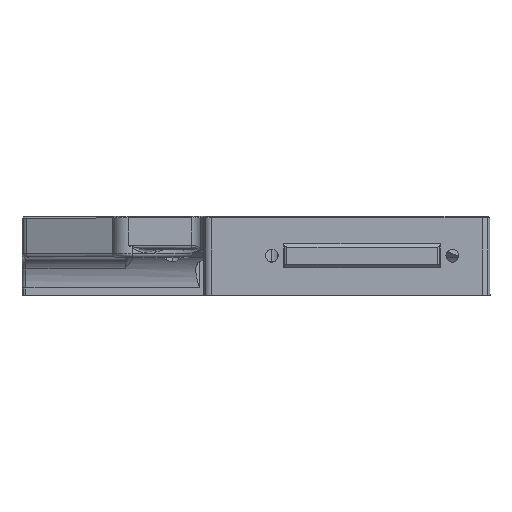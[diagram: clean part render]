
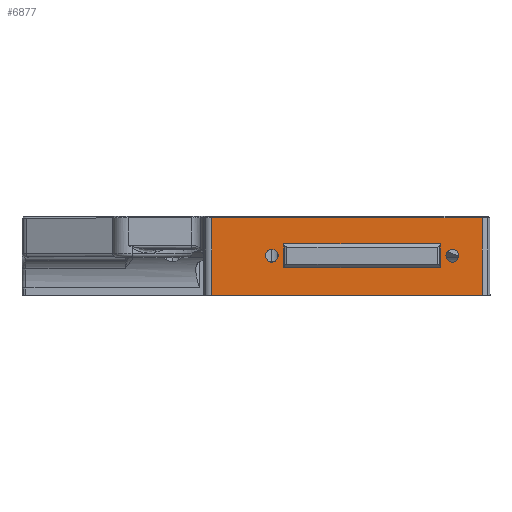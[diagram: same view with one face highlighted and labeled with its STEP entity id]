
A CAD part, top view. The second image highlights one B-rep face of the part: STEP entity #6877.
In plain terms, the highlighted planar face has unit normal (0, 0, 1).
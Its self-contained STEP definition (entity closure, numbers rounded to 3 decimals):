
#117 = DIRECTION ( 'NONE',  ( 0., -1., 0. ) ) ;
#174 = EDGE_LOOP ( 'NONE', ( #9144, #6721, #303, #7272 ) ) ;
#191 = CARTESIAN_POINT ( 'NONE',  ( 28.399, -28., -58.096 ) ) ;
#301 = EDGE_CURVE ( 'NONE', #11943, #6375, #6451, .T. ) ;
#303 = ORIENTED_EDGE ( 'NONE', *, *, #301, .F. ) ;
#417 = CARTESIAN_POINT ( 'NONE',  ( 75.499, -28., -58.096 ) ) ;
#607 = CARTESIAN_POINT ( 'NONE',  ( 82.999, -38., -58.096 ) ) ;
#629 = EDGE_CURVE ( 'NONE', #12560, #9849, #3282, .T. ) ;
#779 = LINE ( 'NONE', #3036, #5737 ) ;
#784 = DIRECTION ( 'NONE',  ( 0., 0., -1. ) ) ;
#846 = AXIS2_PLACEMENT_3D ( 'NONE', #417, #2406, #10846 ) ;
#900 = ORIENTED_EDGE ( 'NONE', *, *, #8323, .T. ) ;
#1146 = VERTEX_POINT ( 'NONE', #13045 ) ;
#1179 = DIRECTION ( 'NONE',  ( -1., 0., 0. ) ) ;
#1364 = VECTOR ( 'NONE', #7156, 1000. ) ;
#1523 = CIRCLE ( 'NONE', #7422, 1.6 ) ;
#2151 = EDGE_CURVE ( 'NONE', #8822, #11943, #9829, .T. ) ;
#2180 = VECTOR ( 'NONE', #7806, 1000. ) ;
#2406 = DIRECTION ( 'NONE',  ( 0., 0., -1. ) ) ;
#2411 = CIRCLE ( 'NONE', #7887, 1.6 ) ;
#2545 = EDGE_CURVE ( 'NONE', #5551, #12099, #1523, .T. ) ;
#2595 = EDGE_CURVE ( 'NONE', #7196, #6492, #8743, .T. ) ;
#2779 = DIRECTION ( 'NONE',  ( -1., 0., 0. ) ) ;
#2936 = FACE_BOUND ( 'NONE', #3901, .T. ) ;
#2974 = LINE ( 'NONE', #5163, #1364 ) ;
#3036 = CARTESIAN_POINT ( 'NONE',  ( 82.999, -38., -58.096 ) ) ;
#3282 = LINE ( 'NONE', #6431, #12085 ) ;
#3351 = PLANE ( 'NONE',  #11501 ) ;
#3602 = VERTEX_POINT ( 'NONE', #3985 ) ;
#3901 = EDGE_LOOP ( 'NONE', ( #10244, #7411 ) ) ;
#3985 = CARTESIAN_POINT ( 'NONE',  ( 82.999, -18.4, -58.096 ) ) ;
#4035 = EDGE_LOOP ( 'NONE', ( #9673, #5937 ) ) ;
#4180 = EDGE_CURVE ( 'NONE', #6492, #7196, #4828, .T. ) ;
#4629 = DIRECTION ( 'NONE',  ( -1., 0., 0. ) ) ;
#4716 = DIRECTION ( 'NONE',  ( -1., 0., 0. ) ) ;
#4754 = CARTESIAN_POINT ( 'NONE',  ( 69.499, -38., -58.096 ) ) ;
#4828 = CIRCLE ( 'NONE', #5934, 1.6 ) ;
#4902 = VECTOR ( 'NONE', #4629, 1000. ) ;
#5163 = CARTESIAN_POINT ( 'NONE',  ( 14.8, -18.4, -58.096 ) ) ;
#5551 = VERTEX_POINT ( 'NONE', #11029 ) ;
#5570 = LINE ( 'NONE', #11739, #9051 ) ;
#5737 = VECTOR ( 'NONE', #12218, 1000. ) ;
#5739 = DIRECTION ( 'NONE',  ( 0., 0., -1. ) ) ;
#5824 = EDGE_CURVE ( 'NONE', #1146, #12560, #8339, .T. ) ;
#5934 = AXIS2_PLACEMENT_3D ( 'NONE', #10177, #784, #2779 ) ;
#5937 = ORIENTED_EDGE ( 'NONE', *, *, #2545, .T. ) ;
#6375 = VERTEX_POINT ( 'NONE', #12537 ) ;
#6431 = CARTESIAN_POINT ( 'NONE',  ( 44.149, -25., -58.096 ) ) ;
#6451 = LINE ( 'NONE', #8295, #11430 ) ;
#6465 = DIRECTION ( 'NONE',  ( -1., 0., 0. ) ) ;
#6492 = VERTEX_POINT ( 'NONE', #9462 ) ;
#6721 = ORIENTED_EDGE ( 'NONE', *, *, #11062, .T. ) ;
#6829 = CARTESIAN_POINT ( 'NONE',  ( 72.499, -31., -58.096 ) ) ;
#6877 = ADVANCED_FACE ( 'NONE', ( #12319, #2936, #7119, #11296 ), #3351, .T. ) ;
#7119 = FACE_BOUND ( 'NONE', #9326, .T. ) ;
#7156 = DIRECTION ( 'NONE',  ( -1., 0., 0. ) ) ;
#7196 = VERTEX_POINT ( 'NONE', #12431 ) ;
#7246 = ORIENTED_EDGE ( 'NONE', *, *, #5824, .T. ) ;
#7272 = ORIENTED_EDGE ( 'NONE', *, *, #2151, .F. ) ;
#7390 = DIRECTION ( 'NONE',  ( 0., 0., 1. ) ) ;
#7411 = ORIENTED_EDGE ( 'NONE', *, *, #4180, .T. ) ;
#7422 = AXIS2_PLACEMENT_3D ( 'NONE', #10574, #11525, #1179 ) ;
#7589 = CARTESIAN_POINT ( 'NONE',  ( 32.999, -31.5, -58.096 ) ) ;
#7594 = CARTESIAN_POINT ( 'NONE',  ( 15.8, -38., -58.096 ) ) ;
#7806 = DIRECTION ( 'NONE',  ( 0., -1., 0. ) ) ;
#7887 = AXIS2_PLACEMENT_3D ( 'NONE', #9651, #5739, #4716 ) ;
#8149 = CARTESIAN_POINT ( 'NONE',  ( 72.499, -25., -58.096 ) ) ;
#8295 = CARTESIAN_POINT ( 'NONE',  ( 14.8, -28., -58.096 ) ) ;
#8323 = EDGE_CURVE ( 'NONE', #10349, #1146, #5570, .T. ) ;
#8339 = LINE ( 'NONE', #7589, #13262 ) ;
#8680 = CARTESIAN_POINT ( 'NONE',  ( 32.999, -25., -58.096 ) ) ;
#8743 = CIRCLE ( 'NONE', #846, 1.6 ) ;
#8777 = CARTESIAN_POINT ( 'NONE',  ( 14.8, -38., -58.096 ) ) ;
#8822 = VERTEX_POINT ( 'NONE', #607 ) ;
#9051 = VECTOR ( 'NONE', #6465, 1000. ) ;
#9144 = ORIENTED_EDGE ( 'NONE', *, *, #11093, .T. ) ;
#9326 = EDGE_LOOP ( 'NONE', ( #11274, #9438, #900, #7246 ) ) ;
#9438 = ORIENTED_EDGE ( 'NONE', *, *, #12174, .T. ) ;
#9462 = CARTESIAN_POINT ( 'NONE',  ( 77.099, -28., -58.096 ) ) ;
#9651 = CARTESIAN_POINT ( 'NONE',  ( 29.999, -28., -58.096 ) ) ;
#9673 = ORIENTED_EDGE ( 'NONE', *, *, #12191, .T. ) ;
#9829 = LINE ( 'NONE', #4754, #4902 ) ;
#9849 = VERTEX_POINT ( 'NONE', #8149 ) ;
#10177 = CARTESIAN_POINT ( 'NONE',  ( 75.499, -28., -58.096 ) ) ;
#10244 = ORIENTED_EDGE ( 'NONE', *, *, #2595, .T. ) ;
#10349 = VERTEX_POINT ( 'NONE', #6829 ) ;
#10574 = CARTESIAN_POINT ( 'NONE',  ( 29.999, -28., -58.096 ) ) ;
#10846 = DIRECTION ( 'NONE',  ( -1., 0., 0. ) ) ;
#11029 = CARTESIAN_POINT ( 'NONE',  ( 31.599, -28., -58.096 ) ) ;
#11062 = EDGE_CURVE ( 'NONE', #3602, #6375, #2974, .T. ) ;
#11093 = EDGE_CURVE ( 'NONE', #8822, #3602, #779, .T. ) ;
#11274 = ORIENTED_EDGE ( 'NONE', *, *, #629, .T. ) ;
#11296 = FACE_OUTER_BOUND ( 'NONE', #174, .T. ) ;
#11358 = DIRECTION ( 'NONE',  ( 1., 0., 0. ) ) ;
#11379 = DIRECTION ( 'NONE',  ( 0., 1., 0. ) ) ;
#11430 = VECTOR ( 'NONE', #11379, 1000. ) ;
#11490 = DIRECTION ( 'NONE',  ( 0., 1., 0. ) ) ;
#11501 = AXIS2_PLACEMENT_3D ( 'NONE', #7594, #7390, #117 ) ;
#11525 = DIRECTION ( 'NONE',  ( 0., 0., -1. ) ) ;
#11739 = CARTESIAN_POINT ( 'NONE',  ( 24.399, -31., -58.096 ) ) ;
#11772 = LINE ( 'NONE', #12876, #2180 ) ;
#11943 = VERTEX_POINT ( 'NONE', #8777 ) ;
#12085 = VECTOR ( 'NONE', #11358, 1000. ) ;
#12099 = VERTEX_POINT ( 'NONE', #191 ) ;
#12174 = EDGE_CURVE ( 'NONE', #9849, #10349, #11772, .T. ) ;
#12191 = EDGE_CURVE ( 'NONE', #12099, #5551, #2411, .T. ) ;
#12218 = DIRECTION ( 'NONE',  ( 0., 1., 0. ) ) ;
#12319 = FACE_BOUND ( 'NONE', #4035, .T. ) ;
#12431 = CARTESIAN_POINT ( 'NONE',  ( 73.899, -28., -58.096 ) ) ;
#12537 = CARTESIAN_POINT ( 'NONE',  ( 14.8, -18.4, -58.096 ) ) ;
#12560 = VERTEX_POINT ( 'NONE', #8680 ) ;
#12876 = CARTESIAN_POINT ( 'NONE',  ( 72.499, -34.5, -58.096 ) ) ;
#13045 = CARTESIAN_POINT ( 'NONE',  ( 32.999, -31., -58.096 ) ) ;
#13262 = VECTOR ( 'NONE', #11490, 1000. ) ;
